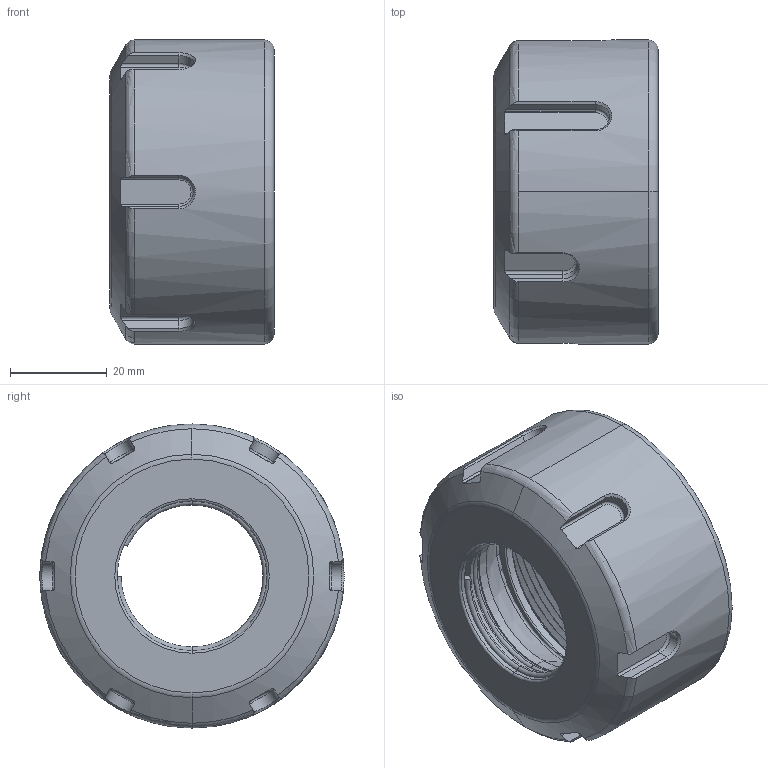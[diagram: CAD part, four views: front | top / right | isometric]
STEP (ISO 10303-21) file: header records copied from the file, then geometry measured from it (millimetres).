
FILE_DESCRIPTION (( 'STEP AP203' ), '1' );
FILE_NAME ('113.02.26.STEP', '2017-12-20T08:39:39', ( '' ), ( '' ), 'SwSTEP 2.0', 'SolidWorks 2012', '' );
FILE_SCHEMA (( 'CONFIG_CONTROL_DESIGN' ));
Length unit declared in the file: millimetre
Products named in the file (5): O型環(3D組合示意用)---組合ER40止水螺帽內內孔用; 113.02.26; C型彈簧--ER40用; ER40止水螺帽(M50XP1.5)--成品; O型環(3D組合示意用)---組合ER40止水螺帽外內孔用
Assembly tree (4 placements, depth 2):
  113.02.26
    ER40止水螺帽(M50XP1.5)--成品
    O型環(3D組合示意用)---組合ER40止水螺帽外內孔用
    C型彈簧--ER40用
    O型環(3D組合示意用)---組合ER40止水螺帽內內孔用
Bounding box: 34 x 63 x 63 mm (x, y, z)
Volume: 52492.1 mm3; surface area: 19400.8 mm2
Topology: 4 solids, 4 shells, 158 faces, 383 edges, 234 vertices
Faces by surface type: cylinder 52, torus 45, plane 41, bspline 11, cone 9
Entity records: 9985 total; most frequent: CARTESIAN_POINT 5968, ORIENTED_EDGE 766, DIRECTION 716, EDGE_CURVE 383, AXIS2_PLACEMENT_3D 307, VERTEX_POINT 234, EDGE_LOOP 165, ADVANCED_FACE 158
